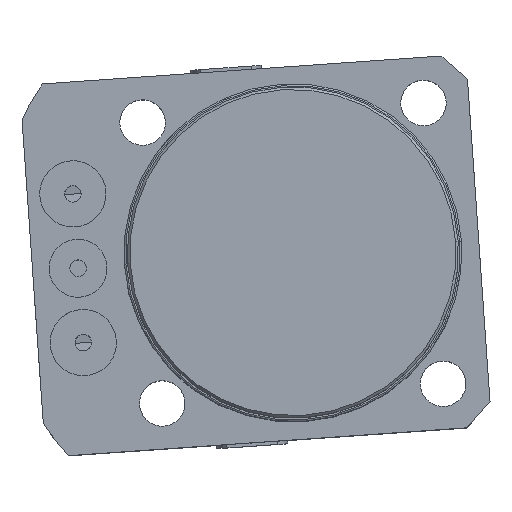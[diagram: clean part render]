
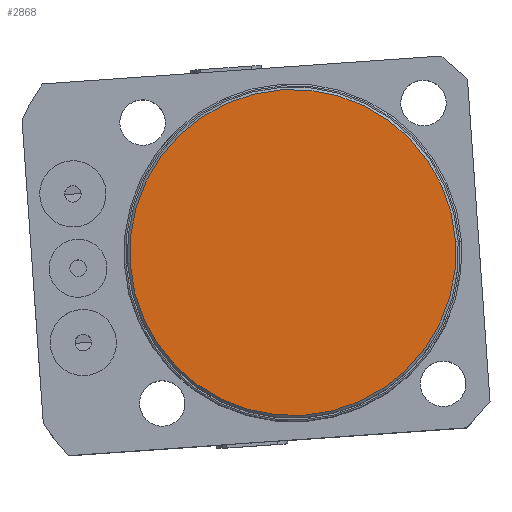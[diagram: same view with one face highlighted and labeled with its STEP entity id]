
A CAD part, top view. The second image highlights one B-rep face of the part: STEP entity #2868.
In plain terms, the highlighted face is planar.
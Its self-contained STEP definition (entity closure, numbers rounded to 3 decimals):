
#1156 = EDGE_CURVE ( 'NONE', #2974, #10428, #3907, .T. ) ;
#2408 = AXIS2_PLACEMENT_3D ( 'NONE', #10719, #7222, #13078 ) ;
#2868 = ADVANCED_FACE ( 'NONE', ( #11890 ), #11893, .T. ) ;
#2974 = VERTEX_POINT ( 'NONE', #3879 ) ;
#3087 = CIRCLE ( 'NONE', #12075, 19.7 ) ;
#3879 = CARTESIAN_POINT ( 'NONE',  ( 42.2, -22.5, -46.5 ) ) ;
#3907 = CIRCLE ( 'NONE', #11293, 19.7 ) ;
#4624 = DIRECTION ( 'NONE',  ( 0., 0., -1. ) ) ;
#5846 = CARTESIAN_POINT ( 'NONE',  ( 22.5, -22.5, -46.5 ) ) ;
#7017 = DIRECTION ( 'NONE',  ( -1., 0., 0. ) ) ;
#7222 = DIRECTION ( 'NONE',  ( 0., 0., -1. ) ) ;
#7988 = EDGE_CURVE ( 'NONE', #10428, #2974, #3087, .T. ) ;
#9793 = CARTESIAN_POINT ( 'NONE',  ( 2.8, -22.5, -46.5 ) ) ;
#10428 = VERTEX_POINT ( 'NONE', #9793 ) ;
#10719 = CARTESIAN_POINT ( 'NONE',  ( 22.5, -22.5, -46.5 ) ) ;
#11293 = AXIS2_PLACEMENT_3D ( 'NONE', #14874, #4624, #13437 ) ;
#11890 = FACE_OUTER_BOUND ( 'NONE', #12498, .T. ) ;
#11893 = PLANE ( 'NONE',  #2408 ) ;
#11918 = ORIENTED_EDGE ( 'NONE', *, *, #1156, .T. ) ;
#12075 = AXIS2_PLACEMENT_3D ( 'NONE', #5846, #13988, #7017 ) ;
#12498 = EDGE_LOOP ( 'NONE', ( #11918, #13722 ) ) ;
#13078 = DIRECTION ( 'NONE',  ( -1., 0., 0. ) ) ;
#13437 = DIRECTION ( 'NONE',  ( -1., 0., 0. ) ) ;
#13722 = ORIENTED_EDGE ( 'NONE', *, *, #7988, .T. ) ;
#13988 = DIRECTION ( 'NONE',  ( 0., 0., -1. ) ) ;
#14874 = CARTESIAN_POINT ( 'NONE',  ( 22.5, -22.5, -46.5 ) ) ;
